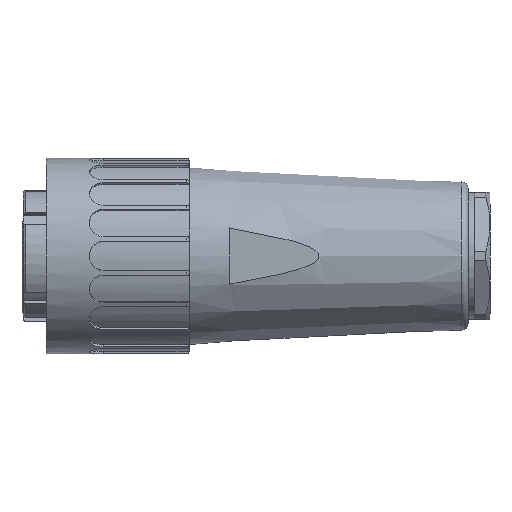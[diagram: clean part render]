
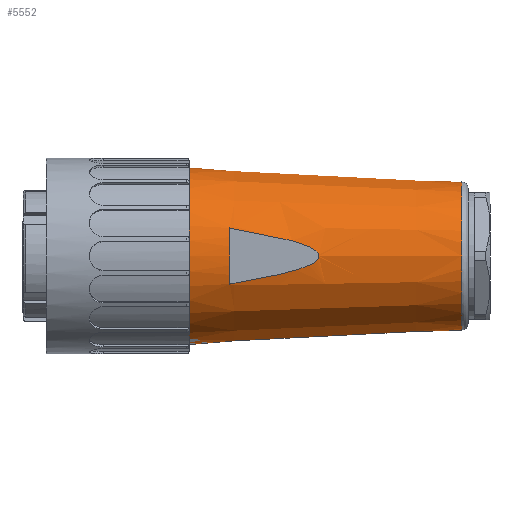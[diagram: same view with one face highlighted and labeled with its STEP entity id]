
A CAD part, front view. The second image highlights one B-rep face of the part: STEP entity #5552.
In plain terms, the highlighted conical face has half-angle 3 degrees and reference radius 16.351 mm.
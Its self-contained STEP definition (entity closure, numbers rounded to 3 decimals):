
#2093=(
BOUNDED_CURVE()
B_SPLINE_CURVE(2,(#48862,#48863,#48864),.UNSPECIFIED.,.F.,.F.)
B_SPLINE_CURVE_WITH_KNOTS((3,3),(0.,1.),.UNSPECIFIED.)
CURVE()
GEOMETRIC_REPRESENTATION_ITEM()
RATIONAL_B_SPLINE_CURVE((1.013,1.071,1.013))
REPRESENTATION_ITEM('')
);
#2094=(
BOUNDED_CURVE()
B_SPLINE_CURVE(2,(#48933,#48934,#48935),.UNSPECIFIED.,.F.,.F.)
B_SPLINE_CURVE_WITH_KNOTS((3,3),(0.,1.),.UNSPECIFIED.)
CURVE()
GEOMETRIC_REPRESENTATION_ITEM()
RATIONAL_B_SPLINE_CURVE((1.013,1.042,1.042))
REPRESENTATION_ITEM('')
);
#2095=(
BOUNDED_CURVE()
B_SPLINE_CURVE(2,(#48940,#48941,#48942),.UNSPECIFIED.,.F.,.F.)
B_SPLINE_CURVE_WITH_KNOTS((3,3),(0.,1.),.UNSPECIFIED.)
CURVE()
GEOMETRIC_REPRESENTATION_ITEM()
RATIONAL_B_SPLINE_CURVE((1.042,1.042,1.013))
REPRESENTATION_ITEM('')
);
#2174=CONICAL_SURFACE('',#28363,16.351,3.);
#3750=FACE_BOUND('',#9257,.T.);
#3751=FACE_BOUND('',#9258,.T.);
#3752=FACE_BOUND('',#9259,.T.);
#3753=FACE_BOUND('',#9260,.T.);
#5552=ADVANCED_FACE('',(#3750,#3751,#3752,#3753),#2174,.T.);
#9257=EDGE_LOOP('',(#19407,#19408));
#9258=EDGE_LOOP('',(#19409));
#9259=EDGE_LOOP('',(#19410));
#9260=EDGE_LOOP('',(#19411,#19412,#19413,#19414));
#19407=ORIENTED_EDGE('',*,*,#25223,.T.);
#19408=ORIENTED_EDGE('',*,*,#25201,.T.);
#19409=ORIENTED_EDGE('',*,*,#25203,.T.);
#19410=ORIENTED_EDGE('',*,*,#25217,.F.);
#19411=ORIENTED_EDGE('',*,*,#25222,.T.);
#19412=ORIENTED_EDGE('',*,*,#25218,.T.);
#19413=ORIENTED_EDGE('',*,*,#25220,.T.);
#19414=ORIENTED_EDGE('',*,*,#25221,.T.);
#21804=VERTEX_POINT('',#48860);
#21805=VERTEX_POINT('',#48861);
#21807=VERTEX_POINT('',#48869);
#21821=VERTEX_POINT('',#48911);
#21822=VERTEX_POINT('',#48936);
#21823=VERTEX_POINT('',#48937);
#21824=VERTEX_POINT('',#48939);
#21825=VERTEX_POINT('',#48945);
#25201=EDGE_CURVE('',#21805,#21804,#2093,.T.);
#25203=EDGE_CURVE('',#21807,#21807,#26167,.T.);
#25217=EDGE_CURVE('',#21821,#21821,#26181,.T.);
#25218=EDGE_CURVE('',#21822,#21823,#2094,.T.);
#25220=EDGE_CURVE('',#21823,#21824,#2095,.T.);
#25221=EDGE_CURVE('',#21824,#21825,#26182,.T.);
#25222=EDGE_CURVE('',#21825,#21822,#26183,.T.);
#25223=EDGE_CURVE('',#21804,#21805,#26184,.T.);
#26167=CIRCLE('',#28329,19.5);
#26181=CIRCLE('',#28357,16.351);
#26182=CIRCLE('',#28359,19.028);
#26183=CIRCLE('',#28360,19.028);
#26184=CIRCLE('',#28362,19.028);
#28329=AXIS2_PLACEMENT_3D('',#48868,#34408,#34409);
#28357=AXIS2_PLACEMENT_3D('',#48910,#34464,#34465);
#28359=AXIS2_PLACEMENT_3D('',#48944,#34469,#34470);
#28360=AXIS2_PLACEMENT_3D('',#48946,#34471,#34472);
#28362=AXIS2_PLACEMENT_3D('',#48948,#34475,#34476);
#28363=AXIS2_PLACEMENT_3D('',#48949,#34477,#34478);
#34408=DIRECTION('',(1.,0.,0.));
#34409=DIRECTION('',(0.,-1.,0.));
#34464=DIRECTION('',(1.,0.,0.));
#34465=DIRECTION('',(0.,-1.,0.));
#34469=DIRECTION('',(-1.,0.,0.));
#34470=DIRECTION('',(0.,-0.946,-0.324));
#34471=DIRECTION('',(-1.,0.,0.));
#34472=DIRECTION('',(0.,-1.,0.));
#34475=DIRECTION('',(-1.,0.,0.));
#34476=DIRECTION('',(0.,0.946,0.324));
#34477=DIRECTION('',(-1.,0.,0.));
#34478=DIRECTION('',(0.,-1.,0.));
#48860=CARTESIAN_POINT('',(-26.494,50.086,6.171));
#48861=CARTESIAN_POINT('',(-26.494,50.086,-6.171));
#48862=CARTESIAN_POINT('',(-26.494,50.086,-6.171));
#48863=CARTESIAN_POINT('',(11.689,50.086,0.));
#48864=CARTESIAN_POINT('',(-26.494,50.086,6.171));
#48868=CARTESIAN_POINT('',(-35.494,32.086,0.));
#48869=CARTESIAN_POINT('',(-35.494,12.586,0.));
#48910=CARTESIAN_POINT('',(24.585,32.086,0.));
#48911=CARTESIAN_POINT('',(24.585,15.734,0.));
#48933=CARTESIAN_POINT('',(-26.494,14.086,6.171));
#48934=CARTESIAN_POINT('',(-6.872,14.086,3.));
#48935=CARTESIAN_POINT('',(-6.872,14.086,0.));
#48936=CARTESIAN_POINT('',(-26.494,14.086,6.171));
#48937=CARTESIAN_POINT('',(-6.872,14.086,0.));
#48939=CARTESIAN_POINT('',(-26.494,14.086,-6.171));
#48940=CARTESIAN_POINT('',(-6.872,14.086,0.));
#48941=CARTESIAN_POINT('',(-6.872,14.086,-3.));
#48942=CARTESIAN_POINT('',(-26.494,14.086,-6.171));
#48944=CARTESIAN_POINT('',(-26.494,32.086,0.));
#48945=CARTESIAN_POINT('',(-26.494,13.057,0.));
#48946=CARTESIAN_POINT('',(-26.494,32.086,0.));
#48948=CARTESIAN_POINT('',(-26.494,32.086,0.));
#48949=CARTESIAN_POINT('',(24.585,32.086,0.));
